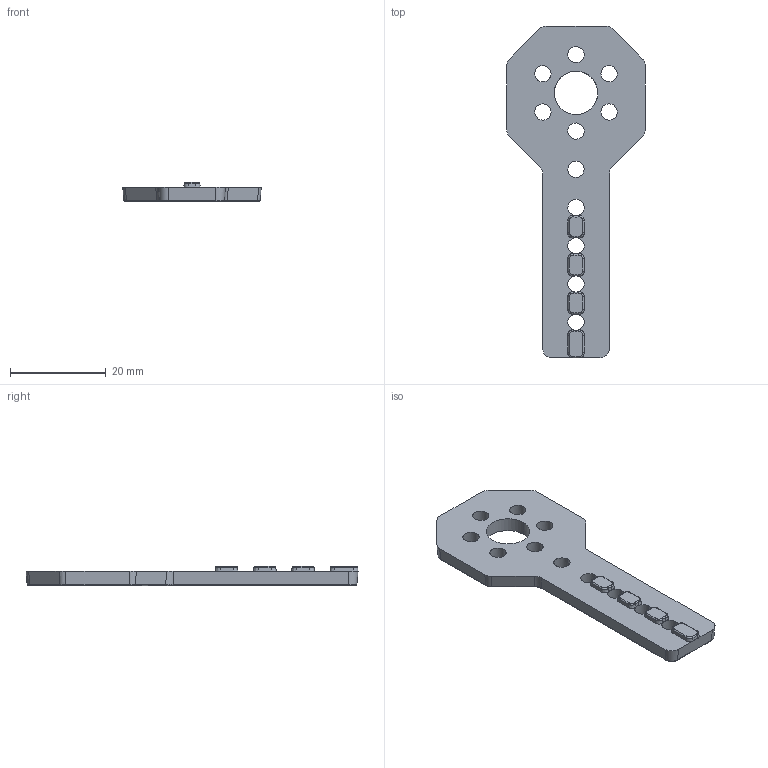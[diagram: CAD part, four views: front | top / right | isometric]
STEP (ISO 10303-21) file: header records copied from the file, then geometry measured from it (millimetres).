
FILE_DESCRIPTION(/* description */ (''),/* implementation_level */ '2;1');
FILE_NAME(/* name */ 'REVMOT~1',/* time_stamp */ '2018-12-31T12:28:23-05:00',/* author */ (''),/* organization */ (''),/* preprocessor_version */ 'ST-DEVELOPER v16.5',/* originating_system */ '',/* authorisation */ '');
FILE_SCHEMA (('AUTOMOTIVE_DESIGN'));
Length unit declared in the file: inch
Products named in the file (1): Document
Bounding box: 29 x 69.5 x 4 mm (x, y, z)
Surface area: 3324.8 mm2 (no closed solid volume)
Topology: 0 solids, 6 shells, 134 faces, 346 edges, 222 vertices
Faces by surface type: bspline 109, plane 25
Entity records: 5954 total; most frequent: CARTESIAN_POINT 3983, ORIENTED_EDGE 601, EDGE_CURVE 345, VERTEX_POINT 217, B_SPLINE_CURVE_WITH_KNOTS 201, EDGE_LOOP 158, ADVANCED_FACE 134, FACE_OUTER_BOUND 134
